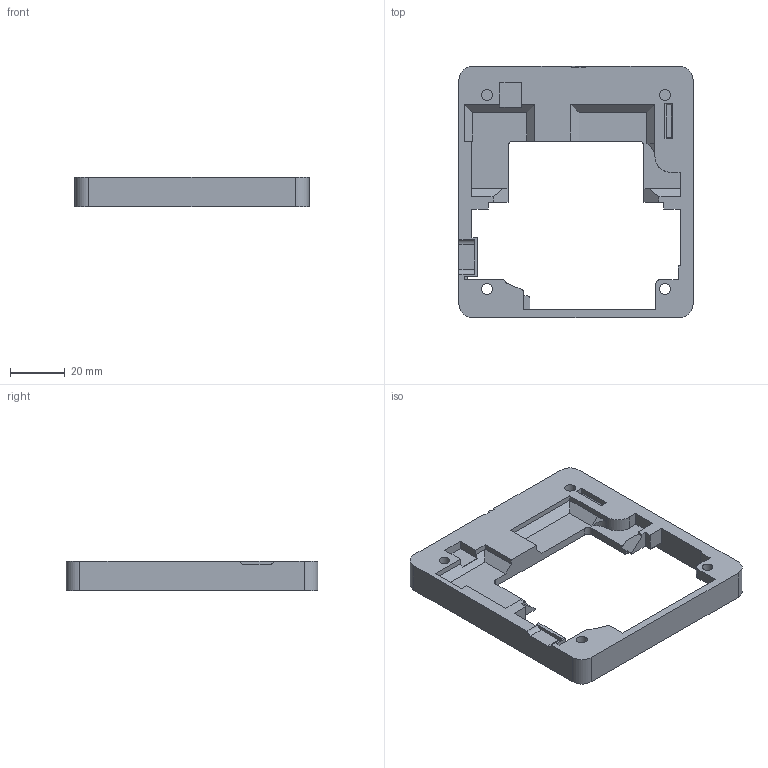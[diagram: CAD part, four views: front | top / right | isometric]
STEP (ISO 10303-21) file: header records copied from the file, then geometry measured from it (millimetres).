
FILE_DESCRIPTION(/* description */ (''),/* implementation_level */ '2;1');
FILE_NAME(/* name */ 'Inkplate 4 TEMPERA TOP v1.0.3_.step',/* time_stamp */ '2023-11-15T12:55:52+01:00',/* author */ (''),/* organization */ (''),/* preprocessor_version */ 'ST-DEVELOPER v20',/* originating_system */ 'Autodesk Translation Framework v12.14.0.127',/* authorisation */ '');
FILE_SCHEMA (('AUTOMOTIVE_DESIGN { 1 0 10303 214 3 1 1 }'));
Length unit declared in the file: millimetre
Products named in the file (1): Inkplate plus2 Top
Bounding box: 85.88 x 92.25 x 10.95 mm (x, y, z)
Volume: 27739.9 mm3; surface area: 16040.4 mm2
Topology: 1 solids, 1 shells, 183 faces, 505 edges, 330 vertices
Faces by surface type: plane 134, cylinder 33, bspline 13, cone 3
Full cylindrical faces by diameter (mm): 2.8 x2, 4 x4
Entity records: 5881 total; most frequent: CARTESIAN_POINT 1240, ORIENTED_EDGE 1010, DIRECTION 885, EDGE_CURVE 505, LINE 403, VECTOR 403, VERTEX_POINT 330, AXIS2_PLACEMENT_3D 241
